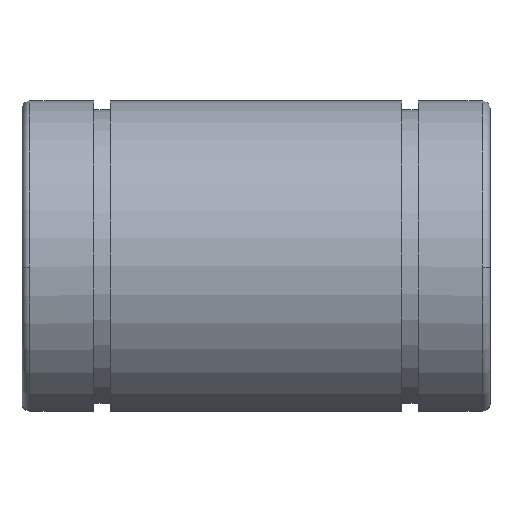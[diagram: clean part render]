
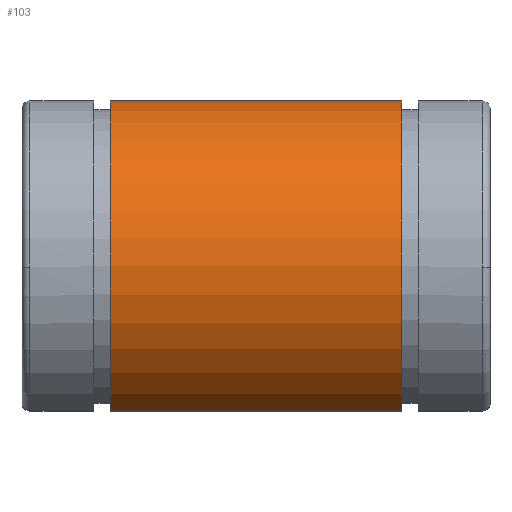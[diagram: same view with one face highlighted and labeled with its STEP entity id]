
A CAD part, top view. The second image highlights one B-rep face of the part: STEP entity #103.
In plain terms, the highlighted cylindrical face has radius 16 mm (diameter 32 mm), a partial arc.
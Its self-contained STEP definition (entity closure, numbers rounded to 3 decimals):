
#103 = ADVANCED_FACE( '', ( #168 ), #169, .T. );
#168 = FACE_OUTER_BOUND( '', #239, .T. );
#169 = CYLINDRICAL_SURFACE( '', #240, 16. );
#239 = EDGE_LOOP( '', ( #492, #493, #494, #495 ) );
#240 = AXIS2_PLACEMENT_3D( '', #496, #497, #498 );
#492 = ORIENTED_EDGE( '', *, *, #565, .T. );
#493 = ORIENTED_EDGE( '', *, *, #640, .F. );
#494 = ORIENTED_EDGE( '', *, *, #622, .T. );
#495 = ORIENTED_EDGE( '', *, *, #633, .T. );
#496 = CARTESIAN_POINT( '', ( 22.5, 0., 0. ) );
#497 = DIRECTION( '', ( 1., 0., 0. ) );
#498 = DIRECTION( '', ( 0., 1., 0. ) );
#565 = EDGE_CURVE( '', #674, #675, #676, .T. );
#622 = EDGE_CURVE( '', #774, #772, #775, .T. );
#633 = EDGE_CURVE( '', #772, #674, #793, .T. );
#640 = EDGE_CURVE( '', #774, #675, #800, .T. );
#674 = VERTEX_POINT( '', #855 );
#675 = VERTEX_POINT( '', #856 );
#676 = LINE( '', #857, #858 );
#772 = VERTEX_POINT( '', #1091 );
#774 = VERTEX_POINT( '', #1094 );
#775 = LINE( '', #1095, #1096 );
#793 = CIRCLE( '', #1171, 16. );
#800 = CIRCLE( '', #1178, 16. );
#855 = CARTESIAN_POINT( '', ( 36.5, 16., 0. ) );
#856 = CARTESIAN_POINT( '', ( 8.5, 16., 0. ) );
#857 = CARTESIAN_POINT( '', ( 22.5, 16., 0. ) );
#858 = VECTOR( '', #1218, 1. );
#1091 = CARTESIAN_POINT( '', ( 36.5, -13.798, 8.1 ) );
#1094 = CARTESIAN_POINT( '', ( 8.5, -13.798, 8.1 ) );
#1095 = CARTESIAN_POINT( '', ( 22.5, -13.798, 8.1 ) );
#1096 = VECTOR( '', #1329, 1. );
#1171 = AXIS2_PLACEMENT_3D( '', #1339, #1340, #1341 );
#1178 = AXIS2_PLACEMENT_3D( '', #1360, #1361, #1362 );
#1218 = DIRECTION( '', ( -1., 0., 0. ) );
#1329 = DIRECTION( '', ( 1., 0., 0. ) );
#1339 = CARTESIAN_POINT( '', ( 36.5, 0., 0. ) );
#1340 = DIRECTION( '', ( -1., 0., 0. ) );
#1341 = DIRECTION( '', ( 0., 1., 0. ) );
#1360 = CARTESIAN_POINT( '', ( 8.5, 0., 0. ) );
#1361 = DIRECTION( '', ( -1., 0., 0. ) );
#1362 = DIRECTION( '', ( 0., 1., 0. ) );
